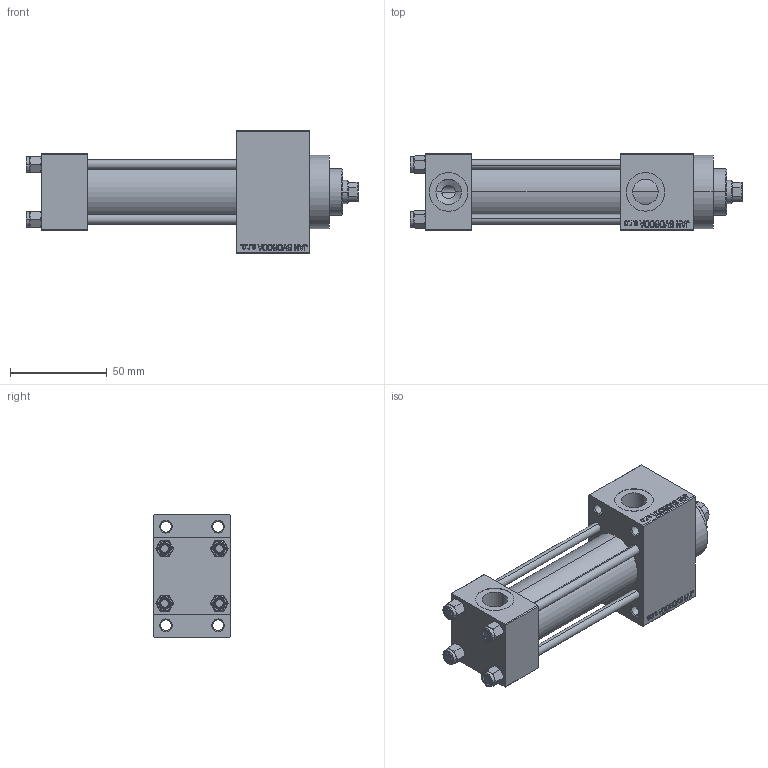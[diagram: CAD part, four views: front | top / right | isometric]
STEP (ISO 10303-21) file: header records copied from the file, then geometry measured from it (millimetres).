
FILE_DESCRIPTION (( 'STEP AP203' ), '1' );
FILE_NAME ('c12c.STEP', '2023-08-23T10:08:58', ( '' ), ( '' ), 'SwSTEP 2.0', 'SolidWorks 2019', '' );
FILE_SCHEMA (( 'CONFIG_CONTROL_DESIGN' ));
Length unit declared in the file: millimetre
Products named in the file (6): V215_VC_A 129f5428b8ba86ea1484ee550be043ce; c12c; NUT_M5_D 129f5428b8ba86ea1484ee550be043ce; V215CR_VCP_D 129f5428b8ba86ea1484ee550be043ce; V215CR_D_Body 129f5428b8ba86ea1484ee550be043ce; V215CR_D_TYCINKA 129f5428b8ba86ea1484ee550be043ce
Assembly tree (11 placements, depth 2):
  c12c
    V215CR_D_Body 129f5428b8ba86ea1484ee550be043ce
    V215CR_VCP_D 129f5428b8ba86ea1484ee550be043ce
    NUT_M5_D 129f5428b8ba86ea1484ee550be043ce  x4
    V215CR_D_TYCINKA 129f5428b8ba86ea1484ee550be043ce  x4
    V215_VC_A 129f5428b8ba86ea1484ee550be043ce
Bounding box: 172 x 40 x 64 mm (x, y, z)
Volume: 187349 mm3; surface area: 70453.6 mm2
Topology: 11 solids, 11 shells, 1102 faces, 2742 edges, 1773 vertices
Faces by surface type: plane 496, bspline 368, cone 142, cylinder 88, torus 8
Entity records: 47112 total; most frequent: CARTESIAN_POINT 25040, ORIENTED_EDGE 4976, DIRECTION 3180, EDGE_CURVE 2488, VERTEX_POINT 1629, LINE 1498, VECTOR 1498, EDGE_LOOP 1113
